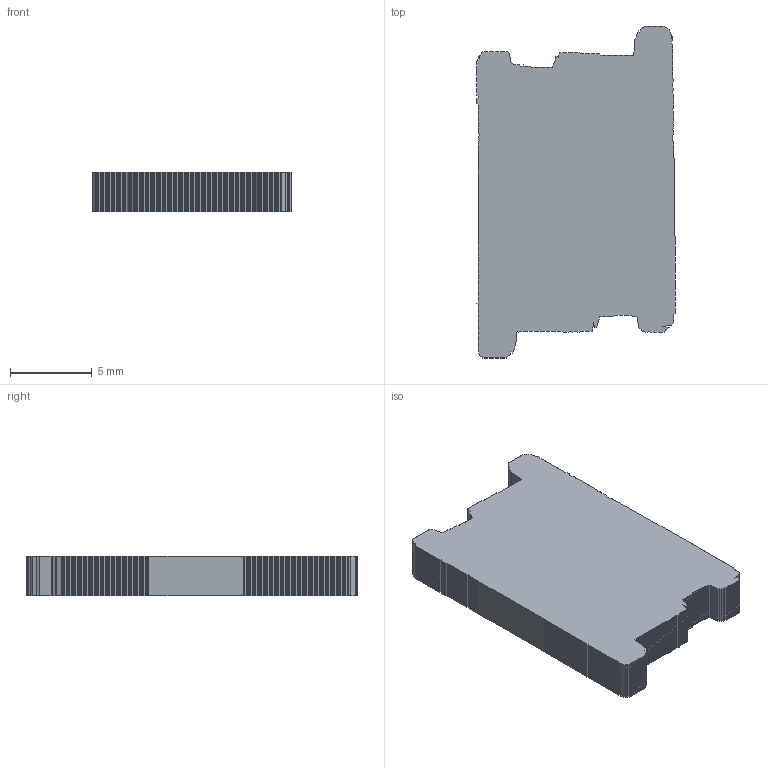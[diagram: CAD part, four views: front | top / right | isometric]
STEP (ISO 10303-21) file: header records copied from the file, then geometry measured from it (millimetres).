
FILE_DESCRIPTION(('FreeCAD Model'),'2;1');
FILE_NAME('llave1.stp','2021-04-12T13:47:12',('FreeCAD'),('FreeCAD'), 'Open CASCADE STEP processor 7.3','FreeCAD','Unknown');
FILE_SCHEMA(('AUTOMOTIVE_DESIGN { 1 0 10303 214 1 1 1 1 }'));
Length unit declared in the file: millimetre
Products named in the file (1): Open CASCADE STEP translator 7.3 5
Bounding box: 12.13 x 20.32 x 2.44 mm (x, y, z)
Volume: 504.3 mm3; surface area: 583.3 mm2
Topology: 1 solids, 1 shells, 647 faces, 1931 edges, 1282 vertices
Faces by surface type: plane 647
Entity records: 46386 total; most frequent: CARTESIAN_POINT 7723, DIRECTION 7089, LINE 5793, VECTOR 5793, ORIENTED_EDGE 3870, PCURVE 3862, DEFINITIONAL_REPRESENTATION 3862, EDGE_CURVE 1931
